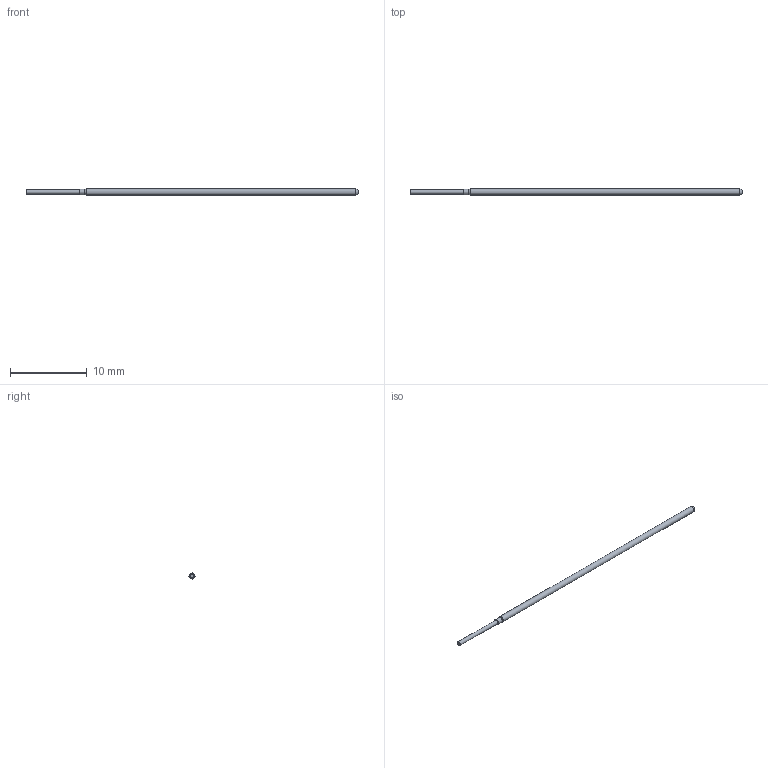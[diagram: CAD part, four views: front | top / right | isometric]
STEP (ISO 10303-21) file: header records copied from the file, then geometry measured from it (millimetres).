
FILE_DESCRIPTION (( 'STEP AP214' ), '1' );
FILE_NAME ('050-R2520.STEP', '2021-01-06T18:50:27', ( '' ), ( '' ), 'SwSTEP 2.0', 'SolidWorks 2020', '' );
FILE_SCHEMA (( 'AUTOMOTIVE_DESIGN' ));
Length unit declared in the file: inch
Products named in the file (1): 050-R2520
Bounding box: 43.18 x 0.78 x 0.78 mm (x, y, z)
Volume: 18.9 mm3; surface area: 101.1 mm2
Topology: 1 solids, 1 shells, 8 faces, 14 edges, 9 vertices
Faces by surface type: cylinder 3, plane 3, torus 1, cone 1
Full cylindrical faces by diameter (mm): 0.533 x1, 0.711 x1, 0.782 x1
Entity records: 298 total; most frequent: DIRECTION 32, CARTESIAN_POINT 23, AXIS2_PLACEMENT_3D 16, EDGE_LOOP 14, ORIENTED_EDGE 14, FACE_OUTER_BOUND 12, UNCERTAINTY_MEASURE_WITH_UNIT 11, DIMENSIONAL_EXPONENTS 11
